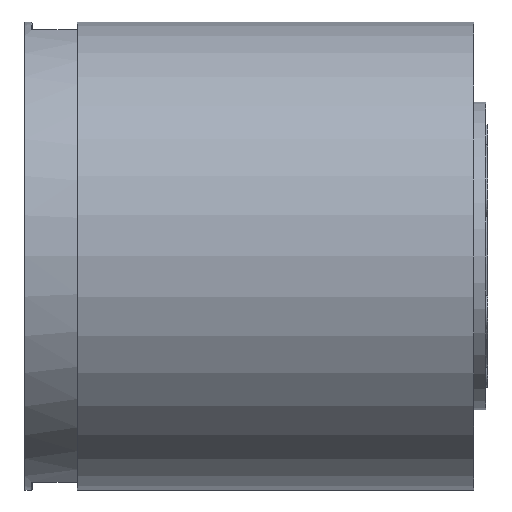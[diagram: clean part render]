
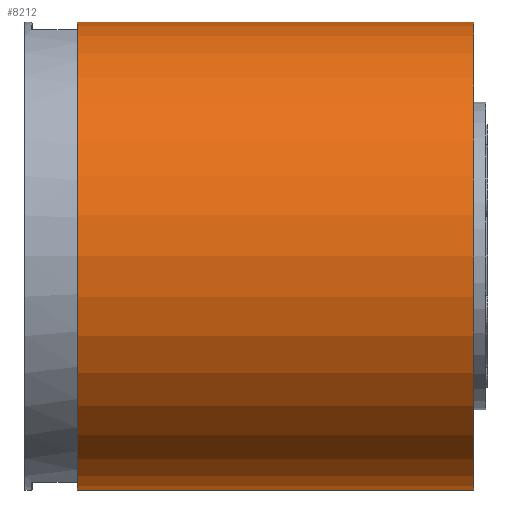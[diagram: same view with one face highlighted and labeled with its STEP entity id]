
A CAD part, left-side view. The second image highlights one B-rep face of the part: STEP entity #8212.
In plain terms, the highlighted cylindrical face has radius 28.5 mm (diameter 57 mm), a partial arc.
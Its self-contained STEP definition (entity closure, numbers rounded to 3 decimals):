
#266 = DIRECTION ( 'NONE',  ( 0., 0., -1. ) ) ;
#337 = LINE ( 'NONE', #4101, #2945 ) ;
#1484 = EDGE_CURVE ( 'NONE', #2106, #8366, #337, .T. ) ;
#1564 = ORIENTED_EDGE ( 'NONE', *, *, #1484, .F. ) ;
#1732 = CARTESIAN_POINT ( 'NONE',  ( 0., 50., -28.5 ) ) ;
#2056 = CYLINDRICAL_SURFACE ( 'NONE', #10251, 28.5 ) ;
#2061 = CARTESIAN_POINT ( 'NONE',  ( 0., 50., 0. ) ) ;
#2106 = VERTEX_POINT ( 'NONE', #7706 ) ;
#2160 = DIRECTION ( 'NONE',  ( 0., -1., 0. ) ) ;
#2520 = CARTESIAN_POINT ( 'NONE',  ( 0., 1.75, 0. ) ) ;
#2935 = FACE_OUTER_BOUND ( 'NONE', #5340, .T. ) ;
#2945 = VECTOR ( 'NONE', #6669, 1000. ) ;
#2959 = CIRCLE ( 'NONE', #5130, 28.5 ) ;
#3030 = DIRECTION ( 'NONE',  ( 0., 0., -1. ) ) ;
#3146 = EDGE_CURVE ( 'NONE', #8366, #10145, #10051, .T. ) ;
#3412 = DIRECTION ( 'NONE',  ( 0., -1., 0. ) ) ;
#3912 = ORIENTED_EDGE ( 'NONE', *, *, #6607, .T. ) ;
#4101 = CARTESIAN_POINT ( 'NONE',  ( 0., 0., 28.5 ) ) ;
#4669 = ORIENTED_EDGE ( 'NONE', *, *, #9455, .T. ) ;
#4857 = CARTESIAN_POINT ( 'NONE',  ( 0., 0., -28.5 ) ) ;
#5130 = AXIS2_PLACEMENT_3D ( 'NONE', #2061, #9872, #8287 ) ;
#5225 = CARTESIAN_POINT ( 'NONE',  ( 0., 0., 0. ) ) ;
#5340 = EDGE_LOOP ( 'NONE', ( #1564, #3912, #4669, #7304 ) ) ;
#6419 = AXIS2_PLACEMENT_3D ( 'NONE', #2520, #3412, #266 ) ;
#6607 = EDGE_CURVE ( 'NONE', #2106, #9925, #2959, .T. ) ;
#6669 = DIRECTION ( 'NONE',  ( 0., -1., 0. ) ) ;
#6753 = VECTOR ( 'NONE', #7906, 1000. ) ;
#7304 = ORIENTED_EDGE ( 'NONE', *, *, #3146, .F. ) ;
#7706 = CARTESIAN_POINT ( 'NONE',  ( 0., 50., 28.5 ) ) ;
#7906 = DIRECTION ( 'NONE',  ( 0., -1., 0. ) ) ;
#8212 = ADVANCED_FACE ( 'NONE', ( #2935 ), #2056, .T. ) ;
#8287 = DIRECTION ( 'NONE',  ( 0., 0., -1. ) ) ;
#8366 = VERTEX_POINT ( 'NONE', #9601 ) ;
#8732 = LINE ( 'NONE', #4857, #6753 ) ;
#9219 = CARTESIAN_POINT ( 'NONE',  ( 0., 1.75, -28.5 ) ) ;
#9455 = EDGE_CURVE ( 'NONE', #9925, #10145, #8732, .T. ) ;
#9601 = CARTESIAN_POINT ( 'NONE',  ( 0., 1.75, 28.5 ) ) ;
#9872 = DIRECTION ( 'NONE',  ( 0., -1., 0. ) ) ;
#9925 = VERTEX_POINT ( 'NONE', #1732 ) ;
#10051 = CIRCLE ( 'NONE', #6419, 28.5 ) ;
#10145 = VERTEX_POINT ( 'NONE', #9219 ) ;
#10251 = AXIS2_PLACEMENT_3D ( 'NONE', #5225, #2160, #3030 ) ;
